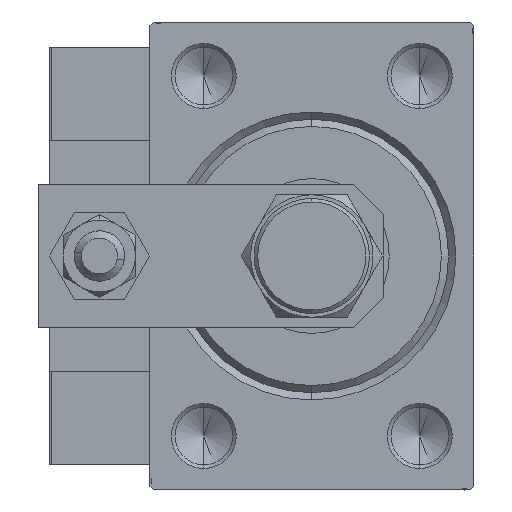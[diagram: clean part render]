
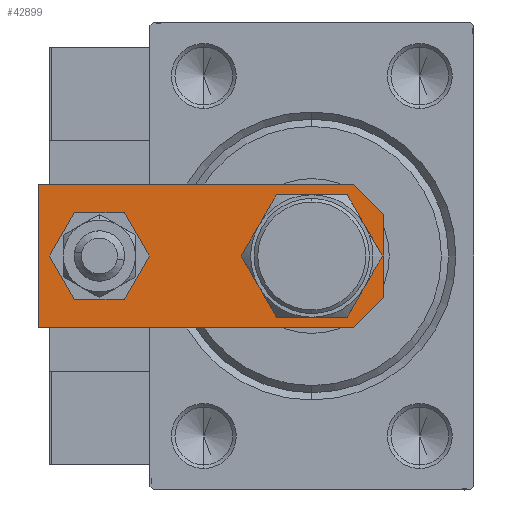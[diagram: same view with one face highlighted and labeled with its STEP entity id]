
A CAD part, left-side view. The second image highlights one B-rep face of the part: STEP entity #42899.
In plain terms, the highlighted face is planar.
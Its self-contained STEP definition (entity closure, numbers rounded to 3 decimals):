
#669 = CARTESIAN_POINT ( 'NONE',  ( -10., 48., 6. ) ) ;
#1408 = FACE_BOUND ( 'NONE', #37201, .T. ) ;
#1459 = CARTESIAN_POINT ( 'NONE',  ( 10., 48., 6. ) ) ;
#1937 = DIRECTION ( 'NONE',  ( 0., 0., 1. ) ) ;
#2144 = VERTEX_POINT ( 'NONE', #669 ) ;
#2168 = CARTESIAN_POINT ( 'NONE',  ( 0., 10., 6. ) ) ;
#2190 = ORIENTED_EDGE ( 'NONE', *, *, #14301, .F. ) ;
#2680 = LINE ( 'NONE', #14605, #40883 ) ;
#2913 = CIRCLE ( 'NONE', #7233, 4. ) ;
#4547 = CARTESIAN_POINT ( 'NONE',  ( 7.25, 10., 6. ) ) ;
#5035 = CARTESIAN_POINT ( 'NONE',  ( -10., 0., 6. ) ) ;
#5176 = DIRECTION ( 'NONE',  ( 0., 0., 1. ) ) ;
#5489 = LINE ( 'NONE', #26335, #36820 ) ;
#5532 = VERTEX_POINT ( 'NONE', #47251 ) ;
#6118 = CIRCLE ( 'NONE', #20817, 4. ) ;
#6626 = CIRCLE ( 'NONE', #29068, 7.25 ) ;
#7233 = AXIS2_PLACEMENT_3D ( 'NONE', #49793, #20832, #16497 ) ;
#7373 = VECTOR ( 'NONE', #27260, 1000. ) ;
#7834 = CARTESIAN_POINT ( 'NONE',  ( 0., 39.5, 6. ) ) ;
#8728 = VERTEX_POINT ( 'NONE', #9397 ) ;
#8830 = AXIS2_PLACEMENT_3D ( 'NONE', #33888, #1937, #26305 ) ;
#8968 = PLANE ( 'NONE',  #8830 ) ;
#9230 = AXIS2_PLACEMENT_3D ( 'NONE', #49306, #5176, #38222 ) ;
#9397 = CARTESIAN_POINT ( 'NONE',  ( 5.76, 0., 6. ) ) ;
#9471 = ORIENTED_EDGE ( 'NONE', *, *, #23652, .T. ) ;
#9491 = ORIENTED_EDGE ( 'NONE', *, *, #28850, .T. ) ;
#9776 = EDGE_CURVE ( 'NONE', #2144, #16318, #35383, .T. ) ;
#10086 = VERTEX_POINT ( 'NONE', #44488 ) ;
#10143 = ORIENTED_EDGE ( 'NONE', *, *, #20438, .T. ) ;
#12112 = VERTEX_POINT ( 'NONE', #33167 ) ;
#12236 = VERTEX_POINT ( 'NONE', #26680 ) ;
#12427 = ORIENTED_EDGE ( 'NONE', *, *, #44123, .T. ) ;
#13632 = VECTOR ( 'NONE', #19213, 1000. ) ;
#14301 = EDGE_CURVE ( 'NONE', #35654, #10086, #40385, .T. ) ;
#14605 = CARTESIAN_POINT ( 'NONE',  ( -2.88, -2.88, 6. ) ) ;
#15165 = DIRECTION ( 'NONE',  ( 1., 0., 0. ) ) ;
#15458 = CARTESIAN_POINT ( 'NONE',  ( -10., 4.24, 6. ) ) ;
#16318 = VERTEX_POINT ( 'NONE', #15458 ) ;
#16497 = DIRECTION ( 'NONE',  ( 1., 0., 0. ) ) ;
#17490 = LINE ( 'NONE', #47508, #20453 ) ;
#17922 = FACE_OUTER_BOUND ( 'NONE', #31249, .T. ) ;
#18218 = CARTESIAN_POINT ( 'NONE',  ( -4., 39.5, 6. ) ) ;
#18676 = DIRECTION ( 'NONE',  ( 0., 0., 1. ) ) ;
#18677 = VERTEX_POINT ( 'NONE', #18218 ) ;
#19188 = DIRECTION ( 'NONE',  ( 0.707, -0.707, 0. ) ) ;
#19213 = DIRECTION ( 'NONE',  ( 0., 1., 0. ) ) ;
#20438 = EDGE_CURVE ( 'NONE', #8728, #12112, #5489, .T. ) ;
#20453 = VECTOR ( 'NONE', #39132, 1000. ) ;
#20817 = AXIS2_PLACEMENT_3D ( 'NONE', #7834, #40341, #15165 ) ;
#20832 = DIRECTION ( 'NONE',  ( 0., 0., 1. ) ) ;
#21279 = LINE ( 'NONE', #5035, #23096 ) ;
#21425 = ORIENTED_EDGE ( 'NONE', *, *, #46260, .F. ) ;
#22868 = EDGE_CURVE ( 'NONE', #34907, #2144, #17490, .T. ) ;
#23096 = VECTOR ( 'NONE', #25067, 1000. ) ;
#23228 = EDGE_CURVE ( 'NONE', #10086, #35654, #6626, .T. ) ;
#23292 = CARTESIAN_POINT ( 'NONE',  ( 10., 0., 6. ) ) ;
#23541 = ORIENTED_EDGE ( 'NONE', *, *, #22868, .T. ) ;
#23652 = EDGE_CURVE ( 'NONE', #12236, #8728, #21279, .T. ) ;
#25067 = DIRECTION ( 'NONE',  ( 1., 0., 0. ) ) ;
#26305 = DIRECTION ( 'NONE',  ( 1., 0., 0. ) ) ;
#26335 = CARTESIAN_POINT ( 'NONE',  ( 2.88, -2.88, 6. ) ) ;
#26680 = CARTESIAN_POINT ( 'NONE',  ( -5.76, 0., 6. ) ) ;
#27260 = DIRECTION ( 'NONE',  ( 0., -1., 0. ) ) ;
#27348 = LINE ( 'NONE', #23292, #13632 ) ;
#28850 = EDGE_CURVE ( 'NONE', #12112, #34907, #27348, .T. ) ;
#29068 = AXIS2_PLACEMENT_3D ( 'NONE', #2168, #18676, #35207 ) ;
#31249 = EDGE_LOOP ( 'NONE', ( #43852, #12427, #9471, #10143, #9491, #23541 ) ) ;
#33167 = CARTESIAN_POINT ( 'NONE',  ( 10., 4.24, 6. ) ) ;
#33360 = ORIENTED_EDGE ( 'NONE', *, *, #35507, .F. ) ;
#33888 = CARTESIAN_POINT ( 'NONE',  ( 0., 0., 6. ) ) ;
#33892 = ORIENTED_EDGE ( 'NONE', *, *, #23228, .F. ) ;
#34907 = VERTEX_POINT ( 'NONE', #1459 ) ;
#35207 = DIRECTION ( 'NONE',  ( 1., 0., 0. ) ) ;
#35383 = LINE ( 'NONE', #51892, #7373 ) ;
#35507 = EDGE_CURVE ( 'NONE', #5532, #18677, #6118, .T. ) ;
#35654 = VERTEX_POINT ( 'NONE', #4547 ) ;
#36820 = VECTOR ( 'NONE', #51231, 1000. ) ;
#37201 = EDGE_LOOP ( 'NONE', ( #21425, #33360 ) ) ;
#38222 = DIRECTION ( 'NONE',  ( 1., 0., 0. ) ) ;
#39027 = FACE_BOUND ( 'NONE', #52680, .T. ) ;
#39132 = DIRECTION ( 'NONE',  ( -1., 0., 0. ) ) ;
#40341 = DIRECTION ( 'NONE',  ( 0., 0., 1. ) ) ;
#40385 = CIRCLE ( 'NONE', #9230, 7.25 ) ;
#40883 = VECTOR ( 'NONE', #19188, 1000. ) ;
#42899 = ADVANCED_FACE ( 'NONE', ( #1408, #17922, #39027 ), #8968, .T. ) ;
#43852 = ORIENTED_EDGE ( 'NONE', *, *, #9776, .T. ) ;
#44123 = EDGE_CURVE ( 'NONE', #16318, #12236, #2680, .T. ) ;
#44488 = CARTESIAN_POINT ( 'NONE',  ( -7.25, 10., 6. ) ) ;
#46260 = EDGE_CURVE ( 'NONE', #18677, #5532, #2913, .T. ) ;
#47251 = CARTESIAN_POINT ( 'NONE',  ( 4., 39.5, 6. ) ) ;
#47508 = CARTESIAN_POINT ( 'NONE',  ( 10., 48., 6. ) ) ;
#49306 = CARTESIAN_POINT ( 'NONE',  ( 0., 10., 6. ) ) ;
#49793 = CARTESIAN_POINT ( 'NONE',  ( 0., 39.5, 6. ) ) ;
#51231 = DIRECTION ( 'NONE',  ( 0.707, 0.707, 0. ) ) ;
#51892 = CARTESIAN_POINT ( 'NONE',  ( -10., 48., 6. ) ) ;
#52680 = EDGE_LOOP ( 'NONE', ( #33892, #2190 ) ) ;
